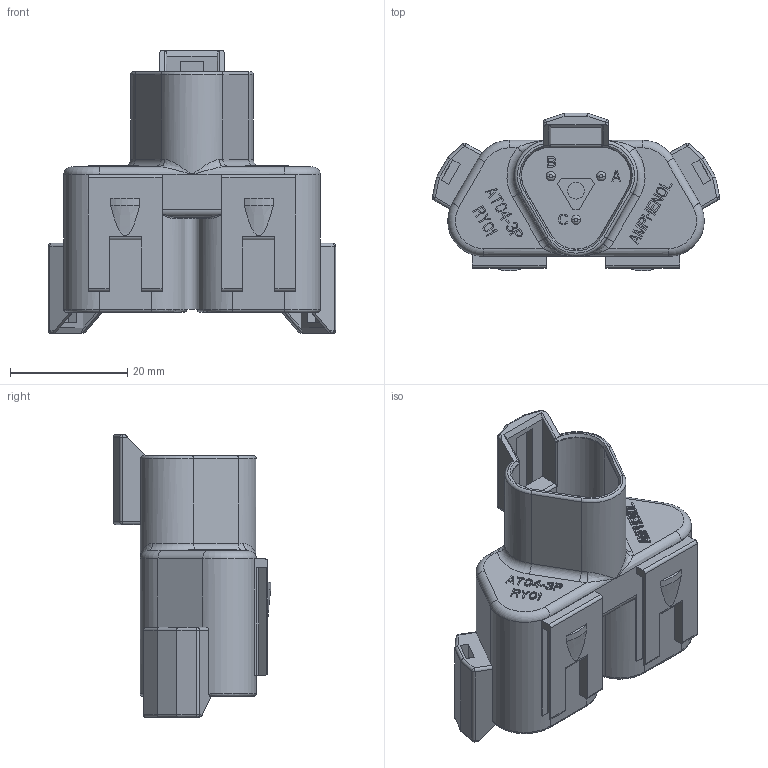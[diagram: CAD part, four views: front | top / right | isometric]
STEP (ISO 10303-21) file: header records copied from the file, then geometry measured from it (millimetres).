
FILE_DESCRIPTION(/* description */ (''),/* implementation_level */ '2;1');
FILE_NAME(/* name */ 'at04-3p-ry01_neu.stp',/* time_stamp */ '2015-12-15T14:38:07+01:00',/* author */ (''),/* organization */ (''),/* preprocessor_version */ 'ST-DEVELOPER v15',/* originating_system */ 'SIEMENS PLM Software NX 9.0',/* authorisation */ '');
FILE_SCHEMA (('CONFIG_CONTROL_DESIGN'));
Length unit declared in the file: millimetre
Products named in the file (1): at04-3p-ry01nxm001-01
Bounding box: 49.11 x 26.91 x 48.35 mm (x, y, z)
Volume: 12013.4 mm3; surface area: 10920.4 mm2
Topology: 1 solids, 1 shells, 1092 faces, 2920 edges, 1889 vertices
Faces by surface type: plane 873, cylinder 118, torus 40, bspline 32, sphere 18, cone 11
Full cylindrical faces by diameter (mm): 1.57 x9, 2.85 x2
Entity records: 35305 total; most frequent: CARTESIAN_POINT 8148, ORIENTED_EDGE 5814, DIRECTION 5227, EDGE_CURVE 2907, LINE 2453, VECTOR 2453, VERTEX_POINT 1887, AXIS2_PLACEMENT_3D 1387
